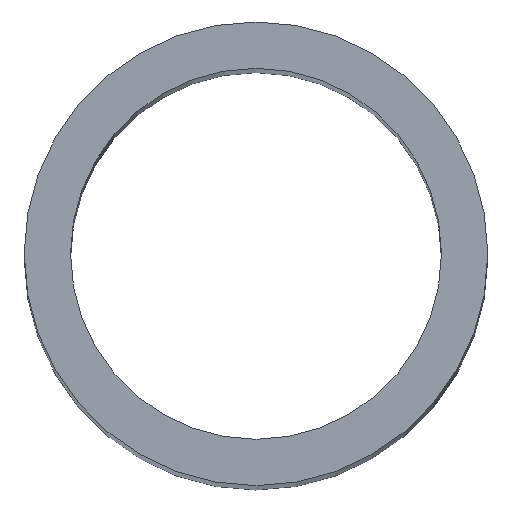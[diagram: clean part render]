
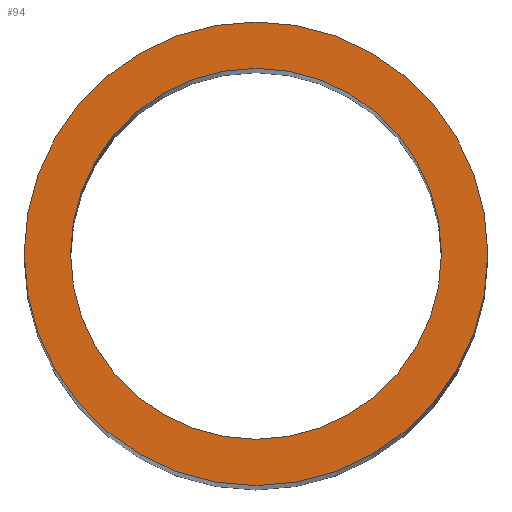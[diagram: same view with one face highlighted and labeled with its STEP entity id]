
A CAD part, top view. The second image highlights one B-rep face of the part: STEP entity #94.
In plain terms, the highlighted free-form (B-spline) face has degree [1, 1] with [2, 2] control points.
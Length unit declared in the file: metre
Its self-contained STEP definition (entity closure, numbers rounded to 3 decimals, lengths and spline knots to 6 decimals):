
#12=B_SPLINE_SURFACE_WITH_KNOTS('',1,1,((#192,#193),(#194,#195)),
 .PLANE_SURF.,.F.,.F.,.F.,(2,2),(2,2),(0.042732,0.954562),
(0.041942,0.956121),.PIECEWISE_BEZIER_KNOTS.);
#34=ORIENTED_EDGE('',*,*,#46,.F.);
#35=ORIENTED_EDGE('',*,*,#50,.F.);
#36=ORIENTED_EDGE('',*,*,#52,.T.);
#37=ORIENTED_EDGE('',*,*,#42,.T.);
#42=EDGE_CURVE('',#54,#55,#62,.T.);
#46=EDGE_CURVE('',#58,#59,#64,.T.);
#50=EDGE_CURVE('',#59,#58,#66,.T.);
#52=EDGE_CURVE('',#55,#54,#68,.T.);
#54=VERTEX_POINT('',#145);
#55=VERTEX_POINT('',#146);
#58=VERTEX_POINT('',#163);
#59=VERTEX_POINT('',#164);
#62=CIRCLE('',#109,0.0125);
#64=CIRCLE('',#111,0.01);
#66=CIRCLE('',#113,0.01);
#68=CIRCLE('',#115,0.0125);
#74=EDGE_LOOP('',(#34,#35));
#75=EDGE_LOOP('',(#36,#37));
#82=FACE_BOUND('',#74,.T.);
#83=FACE_BOUND('',#75,.T.);
#94=ADVANCED_FACE('',(#82,#83),#12,.T.);
#109=AXIS2_PLACEMENT_3D('',#144,#119,#120);
#111=AXIS2_PLACEMENT_3D('',#162,#123,#124);
#113=AXIS2_PLACEMENT_3D('',#180,#127,#128);
#115=AXIS2_PLACEMENT_3D('',#190,#131,#132);
#119=DIRECTION('',(0.,0.,1.));
#120=DIRECTION('',(1.,0.,0.));
#123=DIRECTION('',(0.,0.,1.));
#124=DIRECTION('',(1.,0.,0.));
#127=DIRECTION('',(0.,0.,1.));
#128=DIRECTION('',(1.,0.,0.));
#131=DIRECTION('',(0.,0.,1.));
#132=DIRECTION('',(1.,0.,0.));
#144=CARTESIAN_POINT('',(0.040632,0.,0.165));
#145=CARTESIAN_POINT('',(0.053132,0.,0.165));
#146=CARTESIAN_POINT('',(0.028132,0.,0.165));
#162=CARTESIAN_POINT('',(0.040632,0.,0.165));
#163=CARTESIAN_POINT('',(0.030632,0.,0.165));
#164=CARTESIAN_POINT('',(0.050632,0.,0.165));
#180=CARTESIAN_POINT('',(0.040632,0.,0.165));
#190=CARTESIAN_POINT('',(0.040632,0.,0.165));
#192=CARTESIAN_POINT('',(0.027906,-0.012748,0.165));
#193=CARTESIAN_POINT('',(0.027906,0.012694,0.165));
#194=CARTESIAN_POINT('',(0.053282,-0.012748,0.165));
#195=CARTESIAN_POINT('',(0.053282,0.012694,0.165));
